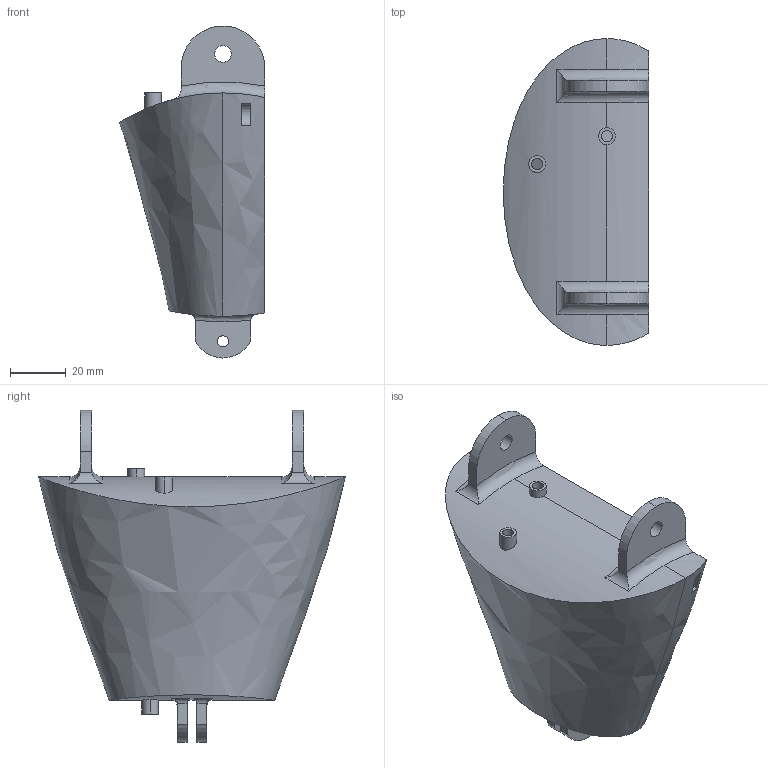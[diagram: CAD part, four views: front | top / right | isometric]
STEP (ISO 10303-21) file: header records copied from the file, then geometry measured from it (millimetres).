
FILE_DESCRIPTION (( 'STEP AP214' ), '1' );
FILE_NAME ('Mid_Container_2.5.STEP', '2018-06-22T11:46:36', ( '' ), ( '' ), 'SwSTEP 2.0', 'SolidWorks 2016', '' );
FILE_SCHEMA (( 'AUTOMOTIVE_DESIGN' ));
Length unit declared in the file: millimetre
Products named in the file (1): Mid_Container_2.5
Bounding box: 52.19 x 110 x 119 mm (x, y, z)
Volume: 75091.3 mm3; surface area: 46966.1 mm2
Topology: 1 solids, 3 shells, 234 faces, 629 edges, 413 vertices
Faces by surface type: cylinder 125, plane 56, torus 27, bspline 26
Entity records: 11389 total; most frequent: CARTESIAN_POINT 5559, ORIENTED_EDGE 1258, DIRECTION 1156, EDGE_CURVE 629, AXIS2_PLACEMENT_3D 466, VERTEX_POINT 413, EDGE_LOOP 276, CIRCLE 257
